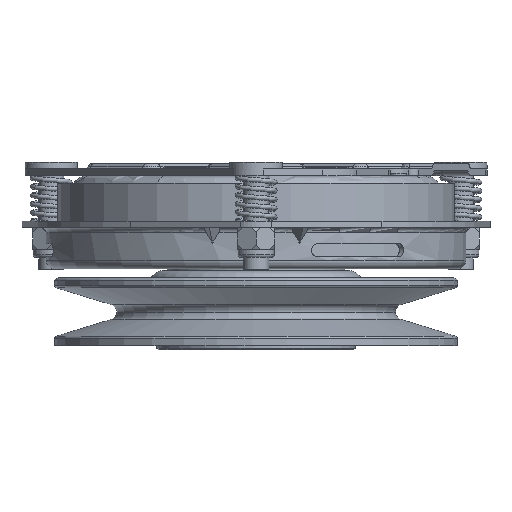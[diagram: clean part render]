
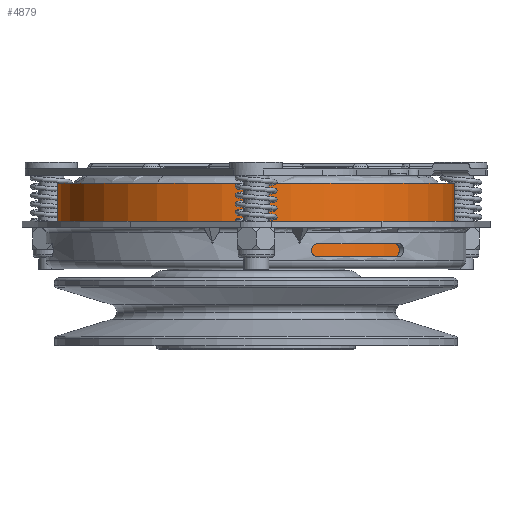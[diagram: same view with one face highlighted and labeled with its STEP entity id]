
A CAD part, front view. The second image highlights one B-rep face of the part: STEP entity #4879.
In plain terms, the highlighted cylindrical face has radius 76 mm (diameter 152 mm), a partial arc.
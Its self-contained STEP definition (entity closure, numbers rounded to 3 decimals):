
#942 = CIRCLE ( 'NONE', #3379, 76. ) ;
#1432 = EDGE_LOOP ( 'NONE', ( #21969, #12680, #11098, #11318 ) ) ;
#2825 = DIRECTION ( 'NONE',  ( 0., 0., -1. ) ) ;
#3379 = AXIS2_PLACEMENT_3D ( 'NONE', #10463, #22756, #12255 ) ;
#3977 = EDGE_CURVE ( 'NONE', #21005, #20470, #13767, .T. ) ;
#4879 = ADVANCED_FACE ( 'NONE', ( #20856 ), #10959, .T. ) ;
#5253 = CARTESIAN_POINT ( 'NONE',  ( -76., 0., -5.4 ) ) ;
#7043 = CARTESIAN_POINT ( 'NONE',  ( -76., 0., -36.3 ) ) ;
#7508 = EDGE_CURVE ( 'NONE', #20470, #10109, #11984, .T. ) ;
#7516 = DIRECTION ( 'NONE',  ( 0., 0., 1. ) ) ;
#8244 = CARTESIAN_POINT ( 'NONE',  ( -76., 0., 58.59 ) ) ;
#9140 = DIRECTION ( 'NONE',  ( 1., 0., 0. ) ) ;
#9199 = EDGE_CURVE ( 'NONE', #18487, #10109, #17405, .T. ) ;
#10109 = VERTEX_POINT ( 'NONE', #5253 ) ;
#10463 = CARTESIAN_POINT ( 'NONE',  ( 0., 0., -36.3 ) ) ;
#10959 = CYLINDRICAL_SURFACE ( 'NONE', #18312, 76. ) ;
#11098 = ORIENTED_EDGE ( 'NONE', *, *, #3977, .T. ) ;
#11318 = ORIENTED_EDGE ( 'NONE', *, *, #7508, .T. ) ;
#11984 = CIRCLE ( 'NONE', #19064, 76. ) ;
#12255 = DIRECTION ( 'NONE',  ( -1., 0., 0. ) ) ;
#12680 = ORIENTED_EDGE ( 'NONE', *, *, #14807, .T. ) ;
#13149 = CARTESIAN_POINT ( 'NONE',  ( 76., 0., -36.3 ) ) ;
#13426 = CARTESIAN_POINT ( 'NONE',  ( 0., 0., -5.4 ) ) ;
#13767 = LINE ( 'NONE', #18430, #17844 ) ;
#14115 = CARTESIAN_POINT ( 'NONE',  ( 76., 0., -5.4 ) ) ;
#14807 = EDGE_CURVE ( 'NONE', #18487, #21005, #942, .T. ) ;
#14953 = DIRECTION ( 'NONE',  ( 0., 0., 1. ) ) ;
#15197 = DIRECTION ( 'NONE',  ( -1., 0., 0. ) ) ;
#17405 = LINE ( 'NONE', #8244, #17954 ) ;
#17844 = VECTOR ( 'NONE', #14953, 1000. ) ;
#17954 = VECTOR ( 'NONE', #18771, 1000. ) ;
#18024 = CARTESIAN_POINT ( 'NONE',  ( 0., 0., 58.59 ) ) ;
#18312 = AXIS2_PLACEMENT_3D ( 'NONE', #18024, #7516, #9140 ) ;
#18430 = CARTESIAN_POINT ( 'NONE',  ( 76., 0., 58.59 ) ) ;
#18487 = VERTEX_POINT ( 'NONE', #7043 ) ;
#18771 = DIRECTION ( 'NONE',  ( 0., 0., 1. ) ) ;
#19064 = AXIS2_PLACEMENT_3D ( 'NONE', #13426, #2825, #15197 ) ;
#20470 = VERTEX_POINT ( 'NONE', #14115 ) ;
#20856 = FACE_OUTER_BOUND ( 'NONE', #1432, .T. ) ;
#21005 = VERTEX_POINT ( 'NONE', #13149 ) ;
#21969 = ORIENTED_EDGE ( 'NONE', *, *, #9199, .F. ) ;
#22756 = DIRECTION ( 'NONE',  ( 0., 0., 1. ) ) ;
